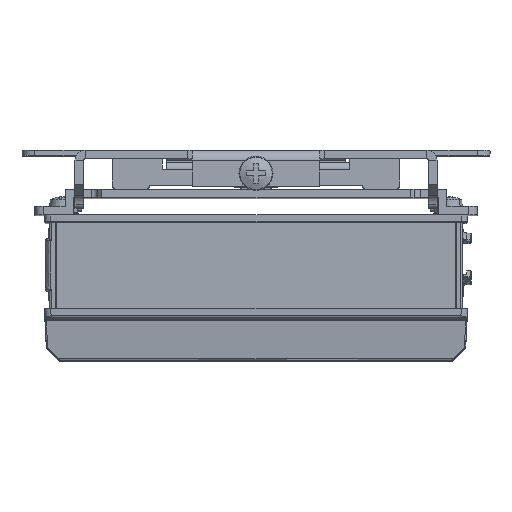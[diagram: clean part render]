
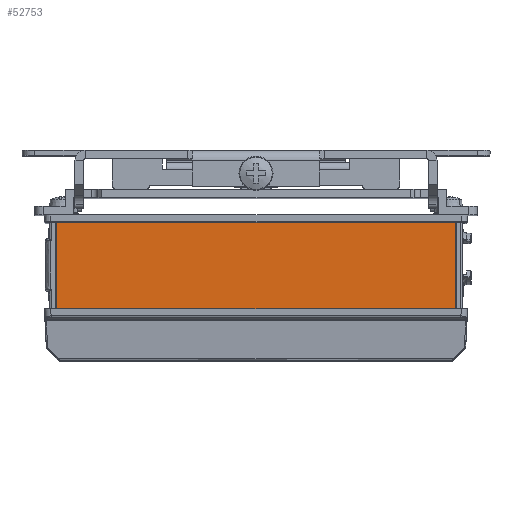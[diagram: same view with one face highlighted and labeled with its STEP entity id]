
A CAD part, top view. The second image highlights one B-rep face of the part: STEP entity #52753.
In plain terms, the highlighted planar face has unit normal (0, 0, 1).
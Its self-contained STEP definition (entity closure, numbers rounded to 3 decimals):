
#347 = DIRECTION ( 'NONE',  ( 1., 0., 0. ) ) ;
#4076 = LINE ( 'NONE', #4940, #138450 ) ;
#4940 = CARTESIAN_POINT ( 'NONE',  ( -46.975, -10.25, 1.5 ) ) ;
#9941 = EDGE_LOOP ( 'NONE', ( #10005, #63442, #172417, #90364 ) ) ;
#10005 = ORIENTED_EDGE ( 'NONE', *, *, #68750, .T. ) ;
#10388 = VERTEX_POINT ( 'NONE', #162806 ) ;
#17389 = CARTESIAN_POINT ( 'NONE',  ( -46.975, -10.25, 1.5 ) ) ;
#19900 = EDGE_CURVE ( 'NONE', #10388, #93654, #172735, .T. ) ;
#23745 = DIRECTION ( 'NONE',  ( 0., 1., 0. ) ) ;
#24164 = VECTOR ( 'NONE', #89979, 1000. ) ;
#40148 = CARTESIAN_POINT ( 'NONE',  ( 0., 0., 1.5 ) ) ;
#45606 = DIRECTION ( 'NONE',  ( 1., 0., 0. ) ) ;
#45705 = VERTEX_POINT ( 'NONE', #52383 ) ;
#48179 = CARTESIAN_POINT ( 'NONE',  ( 46.975, 11.05, 1.5 ) ) ;
#52383 = CARTESIAN_POINT ( 'NONE',  ( -46.975, 11.05, 1.5 ) ) ;
#52753 = ADVANCED_FACE ( 'NONE', ( #108757 ), #96943, .T. ) ;
#55906 = VECTOR ( 'NONE', #128277, 1000. ) ;
#60495 = LINE ( 'NONE', #61398, #55906 ) ;
#61398 = CARTESIAN_POINT ( 'NONE',  ( -46.975, 11.05, 1.5 ) ) ;
#63442 = ORIENTED_EDGE ( 'NONE', *, *, #74694, .T. ) ;
#68424 = EDGE_CURVE ( 'NONE', #93654, #45705, #60495, .T. ) ;
#68750 = EDGE_CURVE ( 'NONE', #45705, #121942, #113597, .T. ) ;
#74694 = EDGE_CURVE ( 'NONE', #121942, #10388, #4076, .T. ) ;
#88367 = AXIS2_PLACEMENT_3D ( 'NONE', #40148, #95159, #347 ) ;
#89979 = DIRECTION ( 'NONE',  ( 0., -1., 0. ) ) ;
#90364 = ORIENTED_EDGE ( 'NONE', *, *, #68424, .T. ) ;
#93654 = VERTEX_POINT ( 'NONE', #171231 ) ;
#95159 = DIRECTION ( 'NONE',  ( 0., 0., 1. ) ) ;
#96943 = PLANE ( 'NONE',  #88367 ) ;
#103526 = CARTESIAN_POINT ( 'NONE',  ( -46.975, 11.05, 1.5 ) ) ;
#108757 = FACE_OUTER_BOUND ( 'NONE', #9941, .T. ) ;
#113597 = LINE ( 'NONE', #103526, #24164 ) ;
#118798 = VECTOR ( 'NONE', #23745, 1000. ) ;
#121942 = VERTEX_POINT ( 'NONE', #17389 ) ;
#128277 = DIRECTION ( 'NONE',  ( -1., 0., 0. ) ) ;
#138450 = VECTOR ( 'NONE', #45606, 1000. ) ;
#162806 = CARTESIAN_POINT ( 'NONE',  ( 46.975, -10.25, 1.5 ) ) ;
#171231 = CARTESIAN_POINT ( 'NONE',  ( 46.975, 11.05, 1.5 ) ) ;
#172417 = ORIENTED_EDGE ( 'NONE', *, *, #19900, .T. ) ;
#172735 = LINE ( 'NONE', #48179, #118798 ) ;
